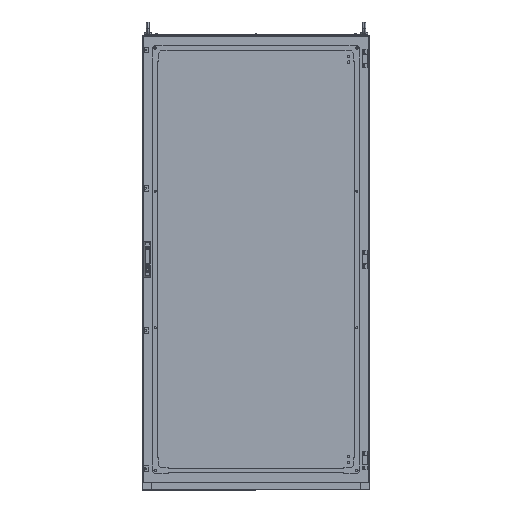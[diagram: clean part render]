
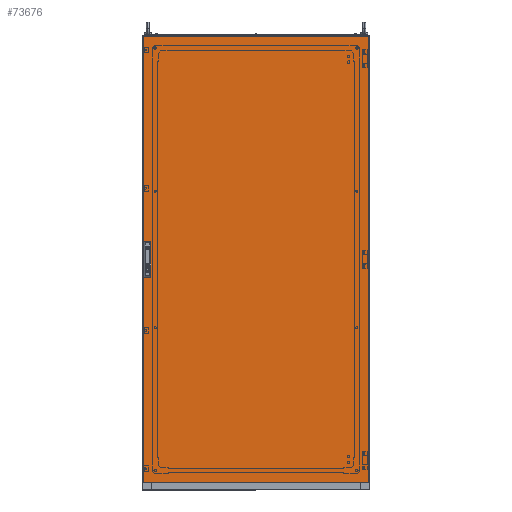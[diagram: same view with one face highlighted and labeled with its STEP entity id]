
A CAD part, top view. The second image highlights one B-rep face of the part: STEP entity #73676.
In plain terms, the highlighted planar face has unit normal (0, 0, 1).
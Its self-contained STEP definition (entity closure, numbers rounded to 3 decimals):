
#1462 = CARTESIAN_POINT ( 'NONE',  ( -465.7, 88.5, 0. ) ) ;
#1911 = VECTOR ( 'NONE', #106111, 1000. ) ;
#1970 = LINE ( 'NONE', #97347, #90285 ) ;
#3587 = CARTESIAN_POINT ( 'NONE',  ( -465.7, -61.5, 0. ) ) ;
#6937 = DIRECTION ( 'NONE',  ( 0., 0., 1. ) ) ;
#10564 = DIRECTION ( 'NONE',  ( -1., 0., 0. ) ) ;
#11032 = CARTESIAN_POINT ( 'NONE',  ( -490.7, 38.5, 0. ) ) ;
#12261 = ORIENTED_EDGE ( 'NONE', *, *, #65574, .T. ) ;
#12600 = VERTEX_POINT ( 'NONE', #52696 ) ;
#13899 = CARTESIAN_POINT ( 'NONE',  ( -497., 997., 0. ) ) ;
#16965 = CARTESIAN_POINT ( 'NONE',  ( -490.7, -11.5, 0. ) ) ;
#17273 = ORIENTED_EDGE ( 'NONE', *, *, #71833, .F. ) ;
#18302 = CARTESIAN_POINT ( 'NONE',  ( 497., 997., 0. ) ) ;
#19094 = DIRECTION ( 'NONE',  ( 1., 0., 0. ) ) ;
#19236 = ORIENTED_EDGE ( 'NONE', *, *, #30684, .F. ) ;
#19641 = FACE_BOUND ( 'NONE', #160286, .T. ) ;
#20274 = DIRECTION ( 'NONE',  ( 0., -1., 0. ) ) ;
#20694 = CARTESIAN_POINT ( 'NONE',  ( -465.7, 38.5, 0. ) ) ;
#21317 = AXIS2_PLACEMENT_3D ( 'NONE', #144632, #6937, #76212 ) ;
#23370 = CARTESIAN_POINT ( 'NONE',  ( -465.7, -61.5, 0. ) ) ;
#26688 = VERTEX_POINT ( 'NONE', #81778 ) ;
#27394 = VERTEX_POINT ( 'NONE', #52597 ) ;
#30684 = EDGE_CURVE ( 'NONE', #118400, #63559, #59682, .T. ) ;
#30935 = LINE ( 'NONE', #113685, #74178 ) ;
#31449 = VERTEX_POINT ( 'NONE', #13899 ) ;
#31538 = EDGE_CURVE ( 'NONE', #78114, #159280, #30935, .T. ) ;
#33925 = VECTOR ( 'NONE', #76676, 1000. ) ;
#42025 = ORIENTED_EDGE ( 'NONE', *, *, #65387, .F. ) ;
#43978 = EDGE_CURVE ( 'NONE', #90650, #73202, #168871, .T. ) ;
#46273 = DIRECTION ( 'NONE',  ( 0., 1., 0. ) ) ;
#47271 = CARTESIAN_POINT ( 'NONE',  ( -490.7, -61.5, 0. ) ) ;
#47454 = CARTESIAN_POINT ( 'NONE',  ( -465.7, -11.5, 0. ) ) ;
#48270 = EDGE_CURVE ( 'NONE', #63559, #94108, #147376, .T. ) ;
#48927 = EDGE_CURVE ( 'NONE', #94108, #12600, #65037, .T. ) ;
#52597 = CARTESIAN_POINT ( 'NONE',  ( -497., -970., 0. ) ) ;
#52693 = CARTESIAN_POINT ( 'NONE',  ( -497., 997., 0. ) ) ;
#52696 = CARTESIAN_POINT ( 'NONE',  ( -490.7, 38.5, 0. ) ) ;
#55747 = DIRECTION ( 'NONE',  ( 1., 0., 0. ) ) ;
#56804 = ORIENTED_EDGE ( 'NONE', *, *, #164004, .F. ) ;
#59484 = ORIENTED_EDGE ( 'NONE', *, *, #43978, .F. ) ;
#59682 = LINE ( 'NONE', #114567, #148590 ) ;
#59980 = ORIENTED_EDGE ( 'NONE', *, *, #145722, .T. ) ;
#63559 = VERTEX_POINT ( 'NONE', #1462 ) ;
#63620 = FACE_BOUND ( 'NONE', #69577, .T. ) ;
#65037 = LINE ( 'NONE', #11032, #107630 ) ;
#65387 = EDGE_CURVE ( 'NONE', #159932, #90650, #89505, .T. ) ;
#65574 = EDGE_CURVE ( 'NONE', #31449, #27394, #118059, .T. ) ;
#68181 = VECTOR ( 'NONE', #20274, 1000. ) ;
#69577 = EDGE_LOOP ( 'NONE', ( #42025, #56804, #17273, #59484 ) ) ;
#71572 = DIRECTION ( 'NONE',  ( 1., 0., 0. ) ) ;
#71833 = EDGE_CURVE ( 'NONE', #73202, #26688, #79094, .T. ) ;
#73202 = VERTEX_POINT ( 'NONE', #3587 ) ;
#73676 = ADVANCED_FACE ( 'NONE', ( #19641, #63620, #118494 ), #119377, .T. ) ;
#74178 = VECTOR ( 'NONE', #46273, 1000. ) ;
#74708 = ORIENTED_EDGE ( 'NONE', *, *, #48270, .F. ) ;
#76212 = DIRECTION ( 'NONE',  ( 1., 0., 0. ) ) ;
#76676 = DIRECTION ( 'NONE',  ( 0., -1., 0. ) ) ;
#77921 = CARTESIAN_POINT ( 'NONE',  ( -490.7, 88.5, 0. ) ) ;
#78114 = VERTEX_POINT ( 'NONE', #136836 ) ;
#79094 = LINE ( 'NONE', #23370, #1911 ) ;
#80012 = VECTOR ( 'NONE', #104073, 1000. ) ;
#81065 = ORIENTED_EDGE ( 'NONE', *, *, #122811, .F. ) ;
#81778 = CARTESIAN_POINT ( 'NONE',  ( -465.7, -11.5, 0. ) ) ;
#82315 = ORIENTED_EDGE ( 'NONE', *, *, #117001, .T. ) ;
#85101 = CARTESIAN_POINT ( 'NONE',  ( -465.7, -61.5, 0. ) ) ;
#89505 = LINE ( 'NONE', #47271, #68181 ) ;
#90285 = VECTOR ( 'NONE', #19094, 1000. ) ;
#90650 = VERTEX_POINT ( 'NONE', #138809 ) ;
#93834 = DIRECTION ( 'NONE',  ( 0., -1., 0. ) ) ;
#94108 = VERTEX_POINT ( 'NONE', #77921 ) ;
#95957 = VECTOR ( 'NONE', #10564, 1000. ) ;
#97347 = CARTESIAN_POINT ( 'NONE',  ( -465.7, 38.5, 0. ) ) ;
#98831 = CARTESIAN_POINT ( 'NONE',  ( -497., -970., 0. ) ) ;
#99740 = LINE ( 'NONE', #98831, #130927 ) ;
#99964 = VECTOR ( 'NONE', #71572, 1000. ) ;
#104073 = DIRECTION ( 'NONE',  ( -1., 0., 0. ) ) ;
#106111 = DIRECTION ( 'NONE',  ( 0., 1., 0. ) ) ;
#107557 = DIRECTION ( 'NONE',  ( -1., 0., 0. ) ) ;
#107630 = VECTOR ( 'NONE', #93834, 1000. ) ;
#109498 = CARTESIAN_POINT ( 'NONE',  ( -465.7, 88.5, 0. ) ) ;
#110880 = ORIENTED_EDGE ( 'NONE', *, *, #31538, .T. ) ;
#113685 = CARTESIAN_POINT ( 'NONE',  ( 497., 997., 0. ) ) ;
#114567 = CARTESIAN_POINT ( 'NONE',  ( -465.7, 38.5, 0. ) ) ;
#117001 = EDGE_CURVE ( 'NONE', #159280, #31449, #176049, .T. ) ;
#118059 = LINE ( 'NONE', #143313, #33925 ) ;
#118400 = VERTEX_POINT ( 'NONE', #20694 ) ;
#118494 = FACE_OUTER_BOUND ( 'NONE', #172915, .T. ) ;
#119377 = PLANE ( 'NONE',  #21317 ) ;
#122811 = EDGE_CURVE ( 'NONE', #12600, #118400, #1970, .T. ) ;
#127060 = ORIENTED_EDGE ( 'NONE', *, *, #48927, .F. ) ;
#130883 = VECTOR ( 'NONE', #107557, 1000. ) ;
#130927 = VECTOR ( 'NONE', #55747, 1000. ) ;
#136836 = CARTESIAN_POINT ( 'NONE',  ( 497., -970., 0. ) ) ;
#138809 = CARTESIAN_POINT ( 'NONE',  ( -490.7, -61.5, 0. ) ) ;
#142446 = DIRECTION ( 'NONE',  ( 0., 1., 0. ) ) ;
#143313 = CARTESIAN_POINT ( 'NONE',  ( -497., 997., 0. ) ) ;
#143703 = LINE ( 'NONE', #47454, #80012 ) ;
#144632 = CARTESIAN_POINT ( 'NONE',  ( 0., 0., 0. ) ) ;
#145722 = EDGE_CURVE ( 'NONE', #27394, #78114, #99740, .T. ) ;
#147376 = LINE ( 'NONE', #109498, #95957 ) ;
#148590 = VECTOR ( 'NONE', #142446, 1000. ) ;
#159280 = VERTEX_POINT ( 'NONE', #18302 ) ;
#159932 = VERTEX_POINT ( 'NONE', #16965 ) ;
#160286 = EDGE_LOOP ( 'NONE', ( #127060, #74708, #19236, #81065 ) ) ;
#164004 = EDGE_CURVE ( 'NONE', #26688, #159932, #143703, .T. ) ;
#168871 = LINE ( 'NONE', #85101, #99964 ) ;
#172915 = EDGE_LOOP ( 'NONE', ( #12261, #59980, #110880, #82315 ) ) ;
#176049 = LINE ( 'NONE', #52693, #130883 ) ;
